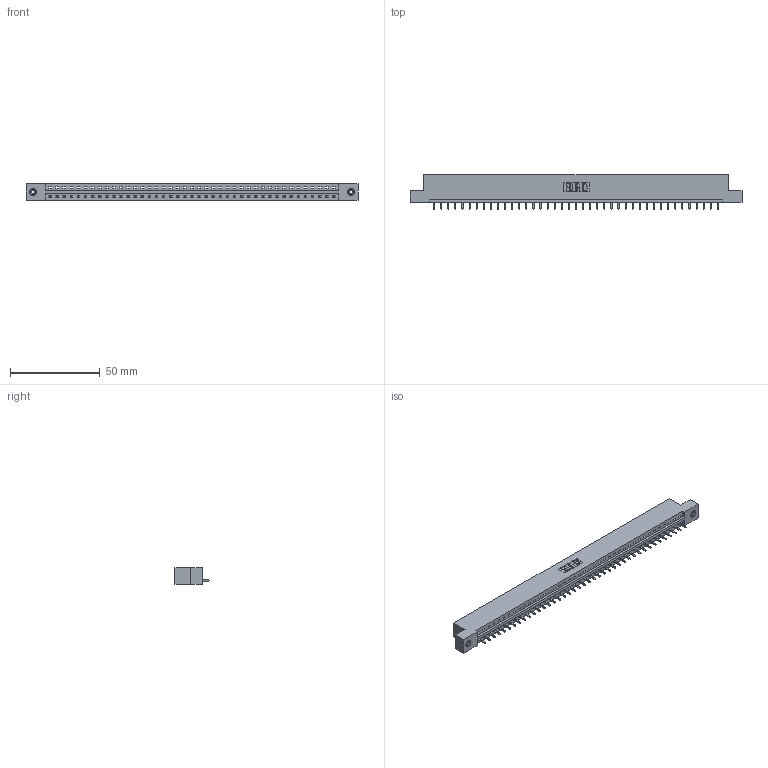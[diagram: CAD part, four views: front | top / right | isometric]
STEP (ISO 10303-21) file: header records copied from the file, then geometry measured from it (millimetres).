
FILE_DESCRIPTION (( 'STEP AP203' ), '1' );
FILE_NAME ('337-041-521-108.STEP', '2019-10-01T20:29:44', ( '' ), ( '' ), 'SwSTEP 2.0', 'SolidWorks 2016', '' );
FILE_SCHEMA (( 'CONFIG_CONTROL_DESIGN' ));
Length unit declared in the file: inch
Products named in the file (4): 337-041-521-108; 345-292-001_345-293-121; 337 Part_Flush Mounting Lugs - 0.156 Dia-TI; 345-250-001_345-250-003-102
Assembly tree (44 placements, depth 2):
  337-041-521-108
    337 Part_Flush Mounting Lugs - 0.156 Dia-TI
    345-292-001_345-293-121  x41
    345-250-001_345-250-003-102  x2
Bounding box: 185.47 x 19.06 x 9.4 mm (x, y, z)
Volume: 19140.9 mm3; surface area: 19308.9 mm2
Topology: 44 solids, 44 shells, 2716 faces, 8155 edges, 5374 vertices
Faces by surface type: plane 1988, cylinder 712, cone 12, torus 4
Entity records: 31810 total; most frequent: CARTESIAN_POINT 5520, ORIENTED_EDGE 5490, DIRECTION 4681, EDGE_CURVE 2745, LINE 2597, VECTOR 2597, VERTEX_POINT 1824, AXIS2_PLACEMENT_3D 1042
